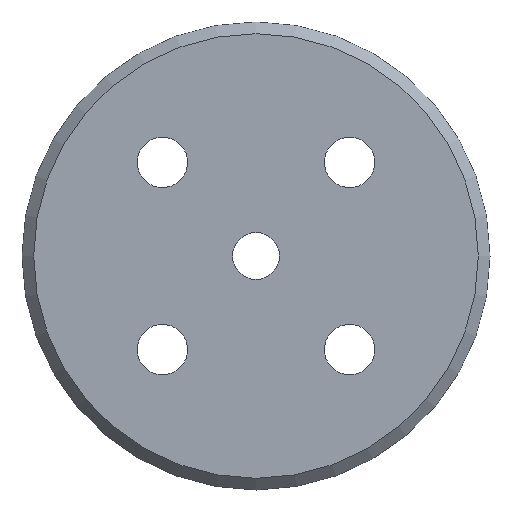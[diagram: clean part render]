
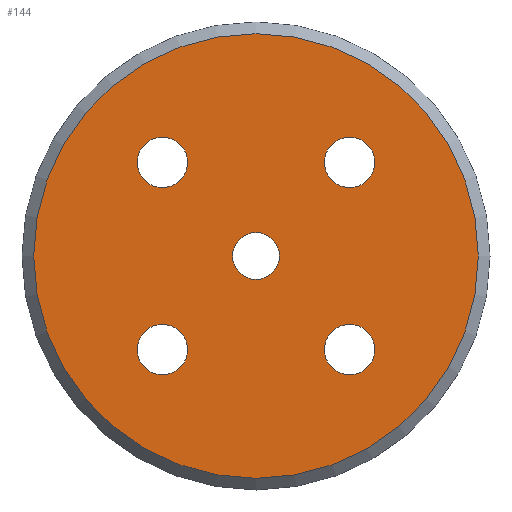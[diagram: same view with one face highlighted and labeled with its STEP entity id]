
A CAD part, front view. The second image highlights one B-rep face of the part: STEP entity #144.
In plain terms, the highlighted planar face has unit normal (0, -1, 0).
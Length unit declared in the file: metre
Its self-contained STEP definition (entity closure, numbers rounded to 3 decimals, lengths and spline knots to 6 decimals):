
#13=PLANE('',#178);
#27=ORIENTED_EDGE('',*,*,#53,.T.);
#28=ORIENTED_EDGE('',*,*,#49,.T.);
#29=ORIENTED_EDGE('',*,*,#47,.T.);
#30=ORIENTED_EDGE('',*,*,#45,.T.);
#31=ORIENTED_EDGE('',*,*,#43,.T.);
#32=ORIENTED_EDGE('',*,*,#41,.T.);
#41=EDGE_CURVE('',#54,#54,#67,.T.);
#43=EDGE_CURVE('',#56,#56,#69,.T.);
#45=EDGE_CURVE('',#58,#58,#71,.T.);
#47=EDGE_CURVE('',#60,#60,#73,.T.);
#49=EDGE_CURVE('',#62,#62,#75,.F.);
#53=EDGE_CURVE('',#66,#66,#79,.T.);
#54=VERTEX_POINT('',#231);
#56=VERTEX_POINT('',#236);
#58=VERTEX_POINT('',#241);
#60=VERTEX_POINT('',#246);
#62=VERTEX_POINT('',#251);
#66=VERTEX_POINT('',#261);
#67=CIRCLE('',#161,0.00215);
#69=CIRCLE('',#164,0.00215);
#71=CIRCLE('',#167,0.00215);
#73=CIRCLE('',#170,0.00215);
#75=CIRCLE('',#173,0.002);
#79=CIRCLE('',#179,0.019);
#92=EDGE_LOOP('',(#27));
#93=EDGE_LOOP('',(#28));
#94=EDGE_LOOP('',(#29));
#95=EDGE_LOOP('',(#30));
#96=EDGE_LOOP('',(#31));
#97=EDGE_LOOP('',(#32));
#118=FACE_BOUND('',#92,.T.);
#119=FACE_BOUND('',#93,.T.);
#120=FACE_BOUND('',#94,.T.);
#121=FACE_BOUND('',#95,.T.);
#122=FACE_BOUND('',#96,.T.);
#123=FACE_BOUND('',#97,.T.);
#144=ADVANCED_FACE('',(#118,#119,#120,#121,#122,#123),#13,.T.);
#161=AXIS2_PLACEMENT_3D('',#230,#186,#187);
#164=AXIS2_PLACEMENT_3D('',#235,#192,#193);
#167=AXIS2_PLACEMENT_3D('',#240,#198,#199);
#170=AXIS2_PLACEMENT_3D('',#245,#204,#205);
#173=AXIS2_PLACEMENT_3D('',#250,#210,#211);
#178=AXIS2_PLACEMENT_3D('',#259,#220,#221);
#179=AXIS2_PLACEMENT_3D('',#260,#222,#223);
#186=DIRECTION('',(0.,1.,0.));
#187=DIRECTION('',(0.,0.,1.));
#192=DIRECTION('',(0.,1.,0.));
#193=DIRECTION('',(0.,0.,1.));
#198=DIRECTION('',(0.,1.,0.));
#199=DIRECTION('',(0.,0.,1.));
#204=DIRECTION('',(0.,1.,0.));
#205=DIRECTION('',(0.,0.,1.));
#210=DIRECTION('',(0.,-1.,0.));
#211=DIRECTION('',(0.,0.,-1.));
#220=DIRECTION('',(0.,-1.,0.));
#221=DIRECTION('',(1.,0.,0.));
#222=DIRECTION('',(0.,-1.,0.));
#223=DIRECTION('',(0.,0.,-1.));
#230=CARTESIAN_POINT('',(0.008,-0.006,0.008));
#231=CARTESIAN_POINT('',(0.008,-0.006,0.01015));
#235=CARTESIAN_POINT('',(0.008,-0.006,-0.008));
#236=CARTESIAN_POINT('',(0.008,-0.006,-0.00585));
#240=CARTESIAN_POINT('',(-0.008,-0.006,-0.008));
#241=CARTESIAN_POINT('',(-0.008,-0.006,-0.00585));
#245=CARTESIAN_POINT('',(-0.008,-0.006,0.008));
#246=CARTESIAN_POINT('',(-0.008,-0.006,0.01015));
#250=CARTESIAN_POINT('',(0.,-0.006,0.));
#251=CARTESIAN_POINT('',(0.,-0.006,-0.002));
#259=CARTESIAN_POINT('',(0.,-0.006,0.));
#260=CARTESIAN_POINT('',(0.,-0.006,0.));
#261=CARTESIAN_POINT('',(0.,-0.006,-0.019));
